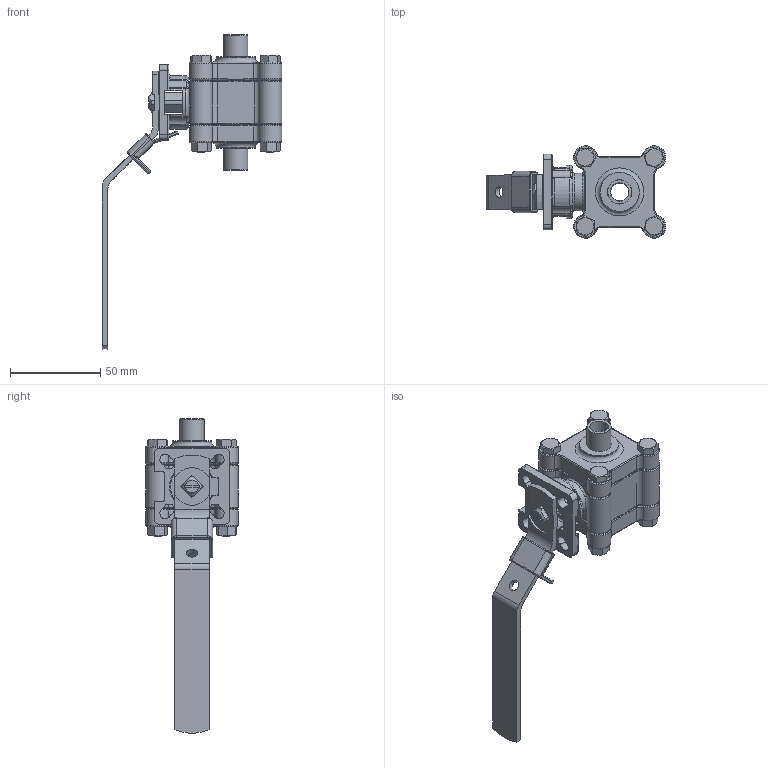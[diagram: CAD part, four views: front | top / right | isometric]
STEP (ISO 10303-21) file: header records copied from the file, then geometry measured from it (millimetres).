
FILE_DESCRIPTION(/* description */ (''),/* implementation_level */ '2;1');
FILE_NAME(/* name */ '3D-1311510008-UK-180309-1.step',/* time_stamp */ '2018-10-05T09:39:31+02:00',/* author */ ('mr84N69'),/* organization */ (''),/* preprocessor_version */ 'ST-DEVELOPER v17.2',/* originating_system */ 'Autodesk Translation Framework v7.6.0.251',/* authorisation */ '');
FILE_SCHEMA (('AUTOMOTIVE_DESIGN { 1 0 10303 214 3 1 1 }'));
Length unit declared in the file: millimetre
Products named in the file (7): 3D-1311510008-UK-180309-1; SHA0L9T10C0_¹w³]; SBL9BK0AECX0_¹w³]; SDDL9T10CA8_¹w³]; SAL9T10TWCAEX0_¹w³]; YSHM6-50_¹w³]; YNM6_¹w³]
Assembly tree (13 placements, depth 2):
  3D-1311510008-UK-180309-1
    YSHM6-50_¹w³]  x4
    YNM6_¹w³]  x4
    SHA0L9T10C0_¹w³]
    SBL9BK0AECX0_¹w³]  x2
    SDDL9T10CA8_¹w³]
    SAL9T10TWCAEX0_¹w³]
Bounding box: 99.7 x 51.2 x 174.42 mm (x, y, z)
Volume: 91450.6 mm3; surface area: 50983.6 mm2
Topology: 13 solids, 13 shells, 660 faces, 1673 edges, 1017 vertices
Faces by surface type: cylinder 220, plane 188, torus 114, cone 68, bspline 59, sphere 11
Full cylindrical faces by diameter (mm): 6 x9, 7.3 x12, 11.5 x2, 13.5 x2, 16.2 x1, 17 x1, 17.2 x1, 21 x1, 21.7 x2, 28.5 x1, 30.4 x2, 35.5 x2, 39 x4
Entity records: 19494 total; most frequent: CARTESIAN_POINT 7727, DIRECTION 2536, ORIENTED_EDGE 2414, EDGE_CURVE 1207, AXIS2_PLACEMENT_3D 1056, VERTEX_POINT 751, CIRCLE 599, EDGE_LOOP 536
